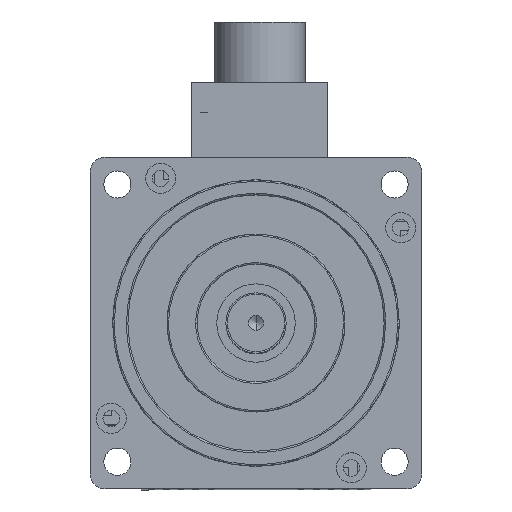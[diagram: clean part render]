
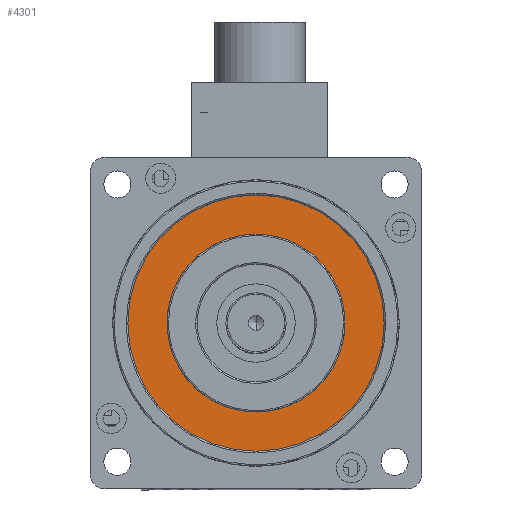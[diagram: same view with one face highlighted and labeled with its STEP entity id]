
A CAD part, top view. The second image highlights one B-rep face of the part: STEP entity #4301.
In plain terms, the highlighted planar face has unit normal (0, 0, 1).
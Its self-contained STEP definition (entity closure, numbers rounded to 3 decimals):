
#116 = FACE_OUTER_BOUND ( 'NONE', #14405, .T. ) ;
#1750 = EDGE_CURVE ( 'NONE', #21391, #12601, #20854, .T. ) ;
#1859 = PLANE ( 'NONE',  #15109 ) ;
#1899 = CARTESIAN_POINT ( 'NONE',  ( 11.51, -1.169, 184.4 ) ) ;
#2344 = EDGE_CURVE ( 'NONE', #4614, #15418, #16919, .T. ) ;
#3579 = CARTESIAN_POINT ( 'NONE',  ( 11.51, -1.169, 184.4 ) ) ;
#4301 = ADVANCED_FACE ( 'NONE', ( #116, #20965 ), #1859, .F. ) ;
#4614 = VERTEX_POINT ( 'NONE', #9176 ) ;
#5327 = CIRCLE ( 'NONE', #10506, 29.5 ) ;
#5567 = EDGE_CURVE ( 'NONE', #12601, #21391, #5327, .T. ) ;
#5765 = DIRECTION ( 'NONE',  ( -1., 0., 0. ) ) ;
#6114 = DIRECTION ( 'NONE',  ( -1., 0., 0. ) ) ;
#6275 = AXIS2_PLACEMENT_3D ( 'NONE', #1899, #14956, #5765 ) ;
#6655 = ORIENTED_EDGE ( 'NONE', *, *, #1750, .F. ) ;
#7582 = DIRECTION ( 'NONE',  ( 0., -1., 0. ) ) ;
#8224 = CARTESIAN_POINT ( 'NONE',  ( 11.51, -1.169, 184.4 ) ) ;
#9176 = CARTESIAN_POINT ( 'NONE',  ( 54.01, -1.169, 184.4 ) ) ;
#9359 = ORIENTED_EDGE ( 'NONE', *, *, #5567, .F. ) ;
#9795 = CARTESIAN_POINT ( 'NONE',  ( 11.51, -1.169, 184.4 ) ) ;
#10506 = AXIS2_PLACEMENT_3D ( 'NONE', #8224, #12088, #6114 ) ;
#10989 = CARTESIAN_POINT ( 'NONE',  ( 41.01, -1.169, 184.4 ) ) ;
#11187 = DIRECTION ( 'NONE',  ( 0., 0., 1. ) ) ;
#12088 = DIRECTION ( 'NONE',  ( 0., 0., 1. ) ) ;
#12159 = ORIENTED_EDGE ( 'NONE', *, *, #2344, .T. ) ;
#12601 = VERTEX_POINT ( 'NONE', #10989 ) ;
#13004 = AXIS2_PLACEMENT_3D ( 'NONE', #3579, #11187, #17112 ) ;
#13428 = CARTESIAN_POINT ( 'NONE',  ( -38.49, 48.831, 184.4 ) ) ;
#14405 = EDGE_LOOP ( 'NONE', ( #23961, #12159 ) ) ;
#14956 = DIRECTION ( 'NONE',  ( 0., 0., 1. ) ) ;
#15109 = AXIS2_PLACEMENT_3D ( 'NONE', #13428, #17245, #7582 ) ;
#15367 = DIRECTION ( 'NONE',  ( -1., 0., 0. ) ) ;
#15418 = VERTEX_POINT ( 'NONE', #23928 ) ;
#16714 = EDGE_CURVE ( 'NONE', #15418, #4614, #19070, .T. ) ;
#16919 = CIRCLE ( 'NONE', #6275, 42.5 ) ;
#17112 = DIRECTION ( 'NONE',  ( -1., 0., 0. ) ) ;
#17245 = DIRECTION ( 'NONE',  ( 0., 0., -1. ) ) ;
#19070 = CIRCLE ( 'NONE', #20287, 42.5 ) ;
#20287 = AXIS2_PLACEMENT_3D ( 'NONE', #9795, #20496, #15367 ) ;
#20496 = DIRECTION ( 'NONE',  ( 0., 0., 1. ) ) ;
#20727 = EDGE_LOOP ( 'NONE', ( #6655, #9359 ) ) ;
#20854 = CIRCLE ( 'NONE', #13004, 29.5 ) ;
#20965 = FACE_BOUND ( 'NONE', #20727, .T. ) ;
#21391 = VERTEX_POINT ( 'NONE', #23470 ) ;
#23470 = CARTESIAN_POINT ( 'NONE',  ( -17.99, -1.169, 184.4 ) ) ;
#23928 = CARTESIAN_POINT ( 'NONE',  ( -30.99, -1.169, 184.4 ) ) ;
#23961 = ORIENTED_EDGE ( 'NONE', *, *, #16714, .T. ) ;
